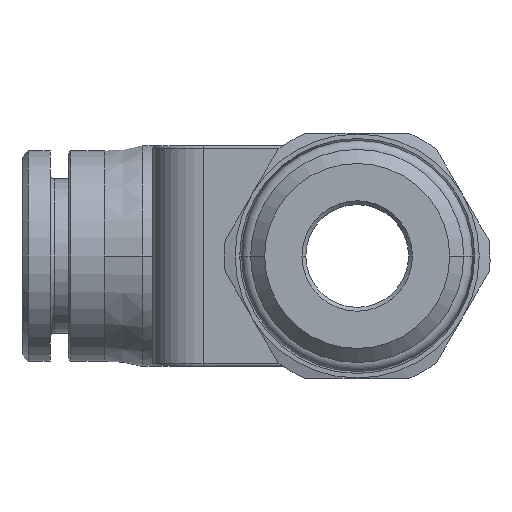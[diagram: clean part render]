
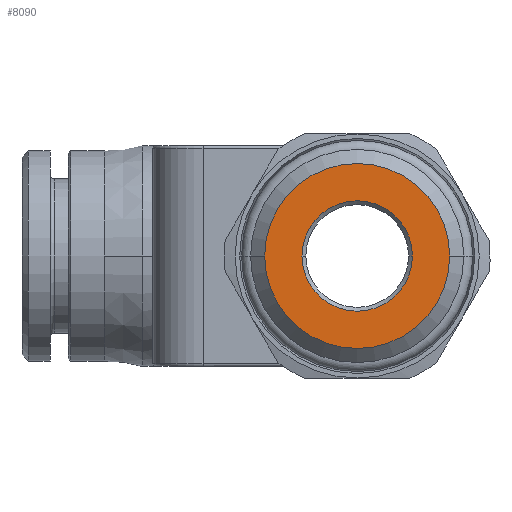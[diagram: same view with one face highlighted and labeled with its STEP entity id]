
A CAD part, front view. The second image highlights one B-rep face of the part: STEP entity #8090.
In plain terms, the highlighted planar face has unit normal (0, -1, 0).
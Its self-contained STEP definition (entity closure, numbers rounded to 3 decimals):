
#2735=CARTESIAN_POINT('',(0.,-33.7,0.));
#2736=DIRECTION('',(0.,1.,0.));
#2737=DIRECTION('',(-1.,0.,0.));
#2738=AXIS2_PLACEMENT_3D('',#2735,#2736,#2737);
#2740=CARTESIAN_POINT('',(0.,-33.7,0.));
#2741=DIRECTION('',(0.,1.,0.));
#2742=DIRECTION('',(1.,0.,0.));
#2743=AXIS2_PLACEMENT_3D('',#2740,#2741,#2742);
#2745=CARTESIAN_POINT('',(0.,-33.7,0.));
#2746=DIRECTION('',(0.,-1.,0.));
#2747=DIRECTION('',(1.,0.,0.));
#2748=AXIS2_PLACEMENT_3D('',#2745,#2746,#2747);
#2750=CARTESIAN_POINT('',(0.,-33.7,0.));
#2751=DIRECTION('',(0.,-1.,0.));
#2752=DIRECTION('',(-1.,0.,0.));
#2753=AXIS2_PLACEMENT_3D('',#2750,#2751,#2752);
#4638=CARTESIAN_POINT('',(-7.2,-33.7,0.));
#4639=CARTESIAN_POINT('',(7.2,-33.7,0.));
#4640=VERTEX_POINT('',#4638);
#4641=VERTEX_POINT('',#4639);
#4646=CARTESIAN_POINT('',(4.3,-33.7,0.));
#4647=VERTEX_POINT('',#4646);
#4648=CARTESIAN_POINT('',(-4.3,-33.7,0.));
#4649=VERTEX_POINT('',#4648);
#8074=CARTESIAN_POINT('',(0.,-33.7,0.));
#8075=DIRECTION('',(0.,1.,0.));
#8076=DIRECTION('',(0.,0.,1.));
#8077=AXIS2_PLACEMENT_3D('',#8074,#8075,#8076);
#8078=PLANE('',#8077);
#8080=ORIENTED_EDGE('',*,*,#8079,.T.);
#8081=ORIENTED_EDGE('',*,*,#8064,.T.);
#8082=EDGE_LOOP('',(#8080,#8081));
#8083=FACE_OUTER_BOUND('',#8082,.F.);
#8085=ORIENTED_EDGE('',*,*,#8084,.T.);
#8087=ORIENTED_EDGE('',*,*,#8086,.T.);
#8088=EDGE_LOOP('',(#8085,#8087));
#8089=FACE_BOUND('',#8088,.F.);
#8090=ADVANCED_FACE('',(#8083,#8089),#8078,.F.);
#2739=CIRCLE('',#2738,7.2);
#2744=CIRCLE('',#2743,7.2);
#2749=CIRCLE('',#2748,4.3);
#2754=CIRCLE('',#2753,4.3);
#8064=EDGE_CURVE('',#4641,#4640,#2744,.T.);
#8079=EDGE_CURVE('',#4640,#4641,#2739,.T.);
#8084=EDGE_CURVE('',#4647,#4649,#2749,.T.);
#8086=EDGE_CURVE('',#4649,#4647,#2754,.T.);
